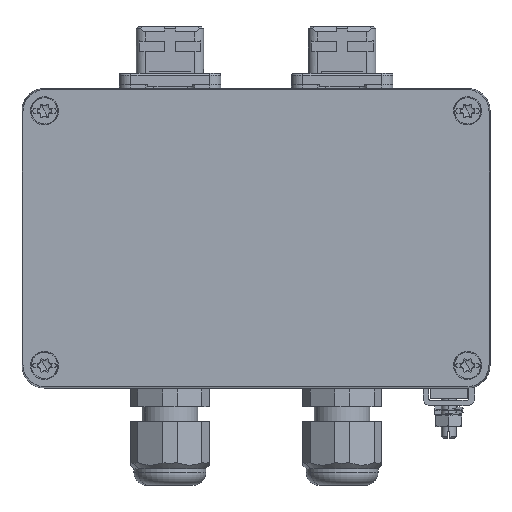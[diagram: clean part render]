
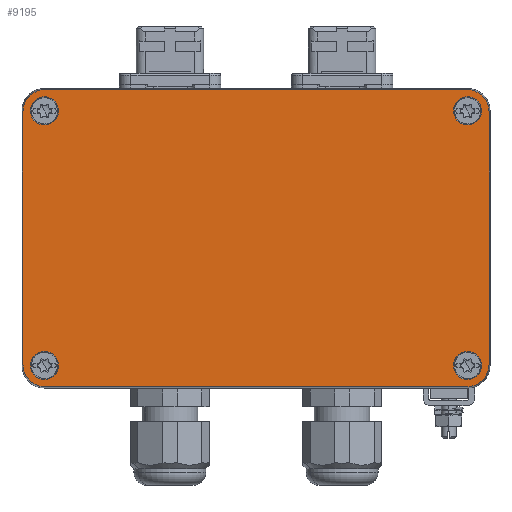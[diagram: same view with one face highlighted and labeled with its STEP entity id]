
A CAD part, top view. The second image highlights one B-rep face of the part: STEP entity #9195.
In plain terms, the highlighted planar face has unit normal (0, 0, 1).
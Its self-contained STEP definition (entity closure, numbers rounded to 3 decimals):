
#9111=AXIS2_PLACEMENT_3D('Plane Axis2P3D',#9108,#9109,#9110) ;
#9125=AXIS2_PLACEMENT_3D('Circle Axis2P3D',#9123,#9124,$) ;
#9134=AXIS2_PLACEMENT_3D('Circle Axis2P3D',#9132,#9133,$) ;
#9143=AXIS2_PLACEMENT_3D('Circle Axis2P3D',#9141,#9142,$) ;
#9152=AXIS2_PLACEMENT_3D('Circle Axis2P3D',#9150,#9151,$) ;
#9161=AXIS2_PLACEMENT_3D('Circle Axis2P3D',#9159,#9160,$) ;
#9170=AXIS2_PLACEMENT_3D('Circle Axis2P3D',#9168,#9169,$) ;
#9179=AXIS2_PLACEMENT_3D('Circle Axis2P3D',#9177,#9178,$) ;
#9188=AXIS2_PLACEMENT_3D('Circle Axis2P3D',#9186,#9187,$) ;
#8846=CARTESIAN_POINT('Control Point',(0.262,99.666,57.)) ;
#8847=CARTESIAN_POINT('Control Point',(0.262,101.551,57.)) ;
#8848=CARTESIAN_POINT('Control Point',(1.,103.438,57.)) ;
#8849=CARTESIAN_POINT('Control Point',(2.49,104.928,57.)) ;
#8850=CARTESIAN_POINT('Control Point',(4.376,105.666,57.)) ;
#8851=CARTESIAN_POINT('Control Point',(6.261,105.666,57.)) ;
#8852=CARTESIAN_POINT('Vertex',(0.262,99.666,57.)) ;
#8854=CARTESIAN_POINT('Vertex',(6.261,105.666,57.)) ;
#8898=CARTESIAN_POINT('Line Origine',(62.5,105.666,57.)) ;
#8902=CARTESIAN_POINT('Vertex',(118.739,105.666,57.)) ;
#8932=CARTESIAN_POINT('Control Point',(124.738,99.666,57.)) ;
#8933=CARTESIAN_POINT('Control Point',(124.738,101.551,57.)) ;
#8934=CARTESIAN_POINT('Control Point',(124.,103.438,57.)) ;
#8935=CARTESIAN_POINT('Control Point',(122.51,104.928,57.)) ;
#8936=CARTESIAN_POINT('Control Point',(120.624,105.666,57.)) ;
#8937=CARTESIAN_POINT('Control Point',(118.739,105.666,57.)) ;
#8938=CARTESIAN_POINT('Vertex',(124.738,99.666,57.)) ;
#8965=CARTESIAN_POINT('Line Origine',(124.738,65.927,57.)) ;
#8969=CARTESIAN_POINT('Vertex',(124.738,32.188,57.)) ;
#8999=CARTESIAN_POINT('Control Point',(118.739,26.189,57.)) ;
#9000=CARTESIAN_POINT('Control Point',(120.624,26.189,57.)) ;
#9001=CARTESIAN_POINT('Control Point',(122.51,26.927,57.)) ;
#9002=CARTESIAN_POINT('Control Point',(124.,28.417,57.)) ;
#9003=CARTESIAN_POINT('Control Point',(124.738,30.304,57.)) ;
#9004=CARTESIAN_POINT('Control Point',(124.738,32.188,57.)) ;
#9005=CARTESIAN_POINT('Vertex',(118.739,26.189,57.)) ;
#9025=CARTESIAN_POINT('Line Origine',(0.262,65.927,57.)) ;
#9029=CARTESIAN_POINT('Vertex',(0.262,32.188,57.)) ;
#9062=CARTESIAN_POINT('Line Origine',(62.5,26.189,57.)) ;
#9066=CARTESIAN_POINT('Vertex',(6.261,26.189,57.)) ;
#9094=CARTESIAN_POINT('Control Point',(0.262,32.188,57.)) ;
#9095=CARTESIAN_POINT('Control Point',(0.262,30.304,57.)) ;
#9096=CARTESIAN_POINT('Control Point',(1.,28.417,57.)) ;
#9097=CARTESIAN_POINT('Control Point',(2.49,26.927,57.)) ;
#9098=CARTESIAN_POINT('Control Point',(4.376,26.189,57.)) ;
#9099=CARTESIAN_POINT('Control Point',(6.261,26.189,57.)) ;
#9108=CARTESIAN_POINT('Axis2P3D Location',(62.5,65.927,57.)) ;
#9123=CARTESIAN_POINT('Axis2P3D Location',(6.,99.927,57.)) ;
#9127=CARTESIAN_POINT('Vertex',(4.202,96.636,57.)) ;
#9129=CARTESIAN_POINT('Vertex',(7.798,103.218,57.)) ;
#9132=CARTESIAN_POINT('Axis2P3D Location',(6.,99.927,57.)) ;
#9141=CARTESIAN_POINT('Axis2P3D Location',(119.,99.927,57.)) ;
#9145=CARTESIAN_POINT('Vertex',(120.798,103.218,57.)) ;
#9147=CARTESIAN_POINT('Vertex',(117.202,96.636,57.)) ;
#9150=CARTESIAN_POINT('Axis2P3D Location',(119.,99.927,57.)) ;
#9159=CARTESIAN_POINT('Axis2P3D Location',(6.,31.927,57.)) ;
#9163=CARTESIAN_POINT('Vertex',(7.798,35.218,57.)) ;
#9165=CARTESIAN_POINT('Vertex',(4.202,28.636,57.)) ;
#9168=CARTESIAN_POINT('Axis2P3D Location',(6.,31.927,57.)) ;
#9177=CARTESIAN_POINT('Axis2P3D Location',(119.,31.927,57.)) ;
#9181=CARTESIAN_POINT('Vertex',(120.798,35.218,57.)) ;
#9183=CARTESIAN_POINT('Vertex',(117.202,28.636,57.)) ;
#9186=CARTESIAN_POINT('Axis2P3D Location',(119.,31.927,57.)) ;
#8899=DIRECTION('Vector Direction',(1.,0.,0.)) ;
#8966=DIRECTION('Vector Direction',(0.,-1.,0.)) ;
#9026=DIRECTION('Vector Direction',(0.,1.,0.)) ;
#9063=DIRECTION('Vector Direction',(-1.,0.,0.)) ;
#9109=DIRECTION('Axis2P3D Direction',(0.,-0.,1.)) ;
#9110=DIRECTION('Axis2P3D XDirection',(1.,0.,0.)) ;
#9124=DIRECTION('Axis2P3D Direction',(0.,-0.,1.)) ;
#9133=DIRECTION('Axis2P3D Direction',(0.,-0.,1.)) ;
#9142=DIRECTION('Axis2P3D Direction',(0.,-0.,1.)) ;
#9151=DIRECTION('Axis2P3D Direction',(0.,-0.,1.)) ;
#9160=DIRECTION('Axis2P3D Direction',(0.,-0.,1.)) ;
#9169=DIRECTION('Axis2P3D Direction',(0.,-0.,1.)) ;
#9178=DIRECTION('Axis2P3D Direction',(0.,-0.,1.)) ;
#9187=DIRECTION('Axis2P3D Direction',(0.,-0.,1.)) ;
#8900=VECTOR('Line Direction',#8899,1.) ;
#8967=VECTOR('Line Direction',#8966,1.) ;
#9027=VECTOR('Line Direction',#9026,1.) ;
#9064=VECTOR('Line Direction',#9063,1.) ;
#9114=ORIENTED_EDGE('',*,*,#9068,.T.) ;
#9115=ORIENTED_EDGE('',*,*,#9007,.F.) ;
#9116=ORIENTED_EDGE('',*,*,#8971,.T.) ;
#9117=ORIENTED_EDGE('',*,*,#8940,.F.) ;
#9118=ORIENTED_EDGE('',*,*,#8904,.T.) ;
#9119=ORIENTED_EDGE('',*,*,#8856,.F.) ;
#9120=ORIENTED_EDGE('',*,*,#9031,.T.) ;
#9121=ORIENTED_EDGE('',*,*,#9100,.F.) ;
#9138=ORIENTED_EDGE('',*,*,#9131,.T.) ;
#9139=ORIENTED_EDGE('',*,*,#9136,.T.) ;
#9156=ORIENTED_EDGE('',*,*,#9149,.T.) ;
#9157=ORIENTED_EDGE('',*,*,#9154,.T.) ;
#9174=ORIENTED_EDGE('',*,*,#9167,.T.) ;
#9175=ORIENTED_EDGE('',*,*,#9172,.T.) ;
#9192=ORIENTED_EDGE('',*,*,#9185,.T.) ;
#9193=ORIENTED_EDGE('',*,*,#9190,.T.) ;
#9140=FACE_BOUND('',#9137,.T.) ;
#9158=FACE_BOUND('',#9155,.T.) ;
#9176=FACE_BOUND('',#9173,.T.) ;
#9194=FACE_BOUND('',#9191,.T.) ;
#9195=ADVANCED_FACE('Hauptkoerper',(#9122,#9140,#9158,#9176,#9194),#9112,.T.) ;
#8845=B_SPLINE_CURVE_WITH_KNOTS('',5,(#8846,#8847,#8848,#8849,#8850,#8851),.UNSPECIFIED.,.F.,.U.,(6,6),(0.,13.327),.UNSPECIFIED.) ;
#8931=B_SPLINE_CURVE_WITH_KNOTS('',5,(#8932,#8933,#8934,#8935,#8936,#8937),.UNSPECIFIED.,.F.,.U.,(6,6),(0.,13.327),.UNSPECIFIED.) ;
#8998=B_SPLINE_CURVE_WITH_KNOTS('',5,(#8999,#9000,#9001,#9002,#9003,#9004),.UNSPECIFIED.,.F.,.U.,(6,6),(0.,13.327),.UNSPECIFIED.) ;
#9093=B_SPLINE_CURVE_WITH_KNOTS('',5,(#9094,#9095,#9096,#9097,#9098,#9099),.UNSPECIFIED.,.F.,.U.,(6,6),(0.,13.327),.UNSPECIFIED.) ;
#9126=CIRCLE('generated circle',#9125,3.75) ;
#9135=CIRCLE('generated circle',#9134,3.75) ;
#9144=CIRCLE('generated circle',#9143,3.75) ;
#9153=CIRCLE('generated circle',#9152,3.75) ;
#9162=CIRCLE('generated circle',#9161,3.75) ;
#9171=CIRCLE('generated circle',#9170,3.75) ;
#9180=CIRCLE('generated circle',#9179,3.75) ;
#9189=CIRCLE('generated circle',#9188,3.75) ;
#8856=EDGE_CURVE('',#8853,#8855,#8845,.T.) ;
#8904=EDGE_CURVE('',#8903,#8855,#8901,.F.) ;
#8940=EDGE_CURVE('',#8903,#8939,#8931,.F.) ;
#8971=EDGE_CURVE('',#8970,#8939,#8968,.F.) ;
#9007=EDGE_CURVE('',#8970,#9006,#8998,.F.) ;
#9031=EDGE_CURVE('',#8853,#9030,#9028,.F.) ;
#9068=EDGE_CURVE('',#9067,#9006,#9065,.F.) ;
#9100=EDGE_CURVE('',#9067,#9030,#9093,.F.) ;
#9131=EDGE_CURVE('',#9128,#9130,#9126,.F.) ;
#9136=EDGE_CURVE('',#9130,#9128,#9135,.F.) ;
#9149=EDGE_CURVE('',#9146,#9148,#9144,.F.) ;
#9154=EDGE_CURVE('',#9148,#9146,#9153,.F.) ;
#9167=EDGE_CURVE('',#9164,#9166,#9162,.F.) ;
#9172=EDGE_CURVE('',#9166,#9164,#9171,.F.) ;
#9185=EDGE_CURVE('',#9182,#9184,#9180,.F.) ;
#9190=EDGE_CURVE('',#9184,#9182,#9189,.F.) ;
#9113=EDGE_LOOP('',(#9114,#9115,#9116,#9117,#9118,#9119,#9120,#9121)) ;
#9137=EDGE_LOOP('',(#9138,#9139)) ;
#9155=EDGE_LOOP('',(#9156,#9157)) ;
#9173=EDGE_LOOP('',(#9174,#9175)) ;
#9191=EDGE_LOOP('',(#9192,#9193)) ;
#9122=FACE_OUTER_BOUND('',#9113,.T.) ;
#8901=LINE('Line',#8898,#8900) ;
#8968=LINE('Line',#8965,#8967) ;
#9028=LINE('Line',#9025,#9027) ;
#9065=LINE('Line',#9062,#9064) ;
#9112=PLANE('',#9111) ;
#8853=VERTEX_POINT('',#8852) ;
#8855=VERTEX_POINT('',#8854) ;
#8903=VERTEX_POINT('',#8902) ;
#8939=VERTEX_POINT('',#8938) ;
#8970=VERTEX_POINT('',#8969) ;
#9006=VERTEX_POINT('',#9005) ;
#9030=VERTEX_POINT('',#9029) ;
#9067=VERTEX_POINT('',#9066) ;
#9128=VERTEX_POINT('',#9127) ;
#9130=VERTEX_POINT('',#9129) ;
#9146=VERTEX_POINT('',#9145) ;
#9148=VERTEX_POINT('',#9147) ;
#9164=VERTEX_POINT('',#9163) ;
#9166=VERTEX_POINT('',#9165) ;
#9182=VERTEX_POINT('',#9181) ;
#9184=VERTEX_POINT('',#9183) ;
